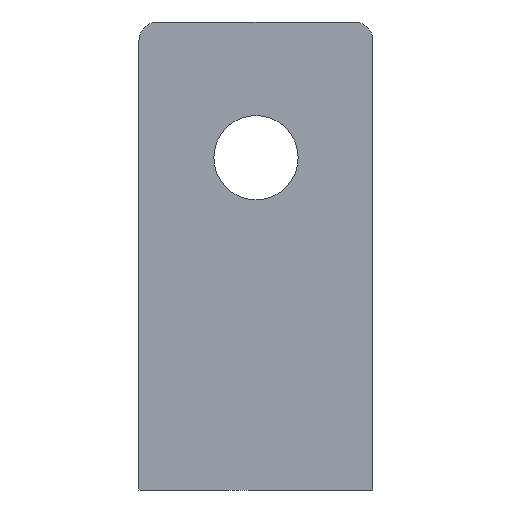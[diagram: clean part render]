
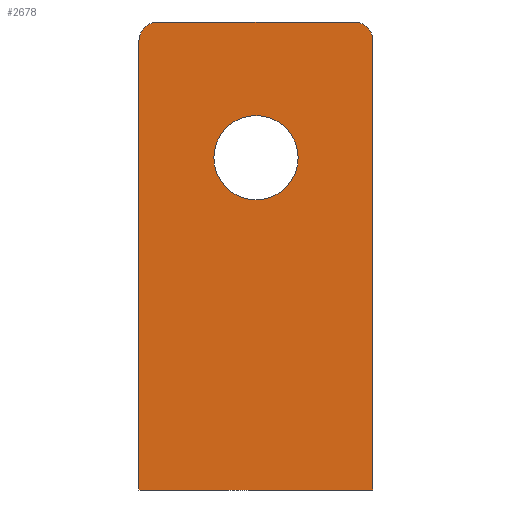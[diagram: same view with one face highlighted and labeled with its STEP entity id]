
A CAD part, left-side view. The second image highlights one B-rep face of the part: STEP entity #2678.
In plain terms, the highlighted planar face has unit normal (-1, 0, 0).
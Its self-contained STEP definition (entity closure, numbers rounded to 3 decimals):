
#321 = AXIS2_PLACEMENT_3D ( 'NONE', #5178, #11747, #8980 ) ;
#365 = VERTEX_POINT ( 'NONE', #2184 ) ;
#451 = FACE_OUTER_BOUND ( 'NONE', #7093, .T. ) ;
#465 = VECTOR ( 'NONE', #11282, 1000. ) ;
#634 = DIRECTION ( 'NONE',  ( 0., 0., -1. ) ) ;
#845 = LINE ( 'NONE', #1312, #3324 ) ;
#1009 = ORIENTED_EDGE ( 'NONE', *, *, #11023, .F. ) ;
#1221 = ORIENTED_EDGE ( 'NONE', *, *, #2107, .F. ) ;
#1312 = CARTESIAN_POINT ( 'NONE',  ( -3., -12.5, 0. ) ) ;
#1797 = EDGE_CURVE ( 'NONE', #2848, #365, #3700, .T. ) ;
#2081 = CARTESIAN_POINT ( 'NONE',  ( -3., 10.5, 48. ) ) ;
#2107 = EDGE_CURVE ( 'NONE', #3013, #12160, #5466, .T. ) ;
#2184 = CARTESIAN_POINT ( 'NONE',  ( -3., -10.5, 50. ) ) ;
#2186 = EDGE_CURVE ( 'NONE', #3426, #365, #6639, .T. ) ;
#2605 = EDGE_LOOP ( 'NONE', ( #11767 ) ) ;
#2678 = ADVANCED_FACE ( 'NONE', ( #10894, #451 ), #5749, .T. ) ;
#2758 = CARTESIAN_POINT ( 'NONE',  ( -3., 12.5, 0. ) ) ;
#2848 = VERTEX_POINT ( 'NONE', #9013 ) ;
#2856 = AXIS2_PLACEMENT_3D ( 'NONE', #4646, #10895, #634 ) ;
#3013 = VERTEX_POINT ( 'NONE', #2758 ) ;
#3324 = VECTOR ( 'NONE', #8846, 1000. ) ;
#3344 = ORIENTED_EDGE ( 'NONE', *, *, #11372, .F. ) ;
#3426 = VERTEX_POINT ( 'NONE', #11670 ) ;
#3496 = CIRCLE ( 'NONE', #2856, 4.5 ) ;
#3700 = CIRCLE ( 'NONE', #321, 2. ) ;
#4376 = LINE ( 'NONE', #4505, #5255 ) ;
#4505 = CARTESIAN_POINT ( 'NONE',  ( -3., 12.5, 0. ) ) ;
#4646 = CARTESIAN_POINT ( 'NONE',  ( -3., 0., 35.5 ) ) ;
#4843 = VECTOR ( 'NONE', #6613, 1000. ) ;
#4869 = EDGE_CURVE ( 'NONE', #3426, #12160, #11299, .T. ) ;
#4890 = VERTEX_POINT ( 'NONE', #8580 ) ;
#4925 = VERTEX_POINT ( 'NONE', #6606 ) ;
#5178 = CARTESIAN_POINT ( 'NONE',  ( -3., -10.5, 48. ) ) ;
#5255 = VECTOR ( 'NONE', #6333, 1000. ) ;
#5466 = LINE ( 'NONE', #6496, #465 ) ;
#5652 = CARTESIAN_POINT ( 'NONE',  ( -3., 12.5, 48. ) ) ;
#5749 = PLANE ( 'NONE',  #10249 ) ;
#6333 = DIRECTION ( 'NONE',  ( 0., 1., 0. ) ) ;
#6496 = CARTESIAN_POINT ( 'NONE',  ( -3., 12.5, 50. ) ) ;
#6606 = CARTESIAN_POINT ( 'NONE',  ( -3., 0., 31. ) ) ;
#6613 = DIRECTION ( 'NONE',  ( 0., -1., 0. ) ) ;
#6639 = LINE ( 'NONE', #7513, #4843 ) ;
#7093 = EDGE_LOOP ( 'NONE', ( #3344, #11782, #9734, #7737, #1221, #1009 ) ) ;
#7513 = CARTESIAN_POINT ( 'NONE',  ( -3., -12.5, 50. ) ) ;
#7674 = DIRECTION ( 'NONE',  ( -1., 0., 0. ) ) ;
#7737 = ORIENTED_EDGE ( 'NONE', *, *, #4869, .T. ) ;
#8580 = CARTESIAN_POINT ( 'NONE',  ( -3., -12.5, 0. ) ) ;
#8589 = DIRECTION ( 'NONE',  ( -1., 0., 0. ) ) ;
#8672 = DIRECTION ( 'NONE',  ( 0., 0., 1. ) ) ;
#8846 = DIRECTION ( 'NONE',  ( 0., 0., -1. ) ) ;
#8980 = DIRECTION ( 'NONE',  ( 0., 0., 1. ) ) ;
#9013 = CARTESIAN_POINT ( 'NONE',  ( -3., -12.5, 48. ) ) ;
#9734 = ORIENTED_EDGE ( 'NONE', *, *, #2186, .F. ) ;
#10022 = EDGE_CURVE ( 'NONE', #4925, #4925, #3496, .T. ) ;
#10249 = AXIS2_PLACEMENT_3D ( 'NONE', #10513, #8589, #8672 ) ;
#10513 = CARTESIAN_POINT ( 'NONE',  ( -3., 0., 0. ) ) ;
#10894 = FACE_BOUND ( 'NONE', #2605, .T. ) ;
#10895 = DIRECTION ( 'NONE',  ( 1., 0., 0. ) ) ;
#11023 = EDGE_CURVE ( 'NONE', #4890, #3013, #4376, .T. ) ;
#11282 = DIRECTION ( 'NONE',  ( 0., 0., 1. ) ) ;
#11299 = CIRCLE ( 'NONE', #12125, 2. ) ;
#11372 = EDGE_CURVE ( 'NONE', #2848, #4890, #845, .T. ) ;
#11522 = DIRECTION ( 'NONE',  ( 0., 0., 1. ) ) ;
#11670 = CARTESIAN_POINT ( 'NONE',  ( -3., 10.5, 50. ) ) ;
#11747 = DIRECTION ( 'NONE',  ( -1., 0., 0. ) ) ;
#11767 = ORIENTED_EDGE ( 'NONE', *, *, #10022, .T. ) ;
#11782 = ORIENTED_EDGE ( 'NONE', *, *, #1797, .T. ) ;
#12125 = AXIS2_PLACEMENT_3D ( 'NONE', #2081, #7674, #11522 ) ;
#12160 = VERTEX_POINT ( 'NONE', #5652 ) ;
